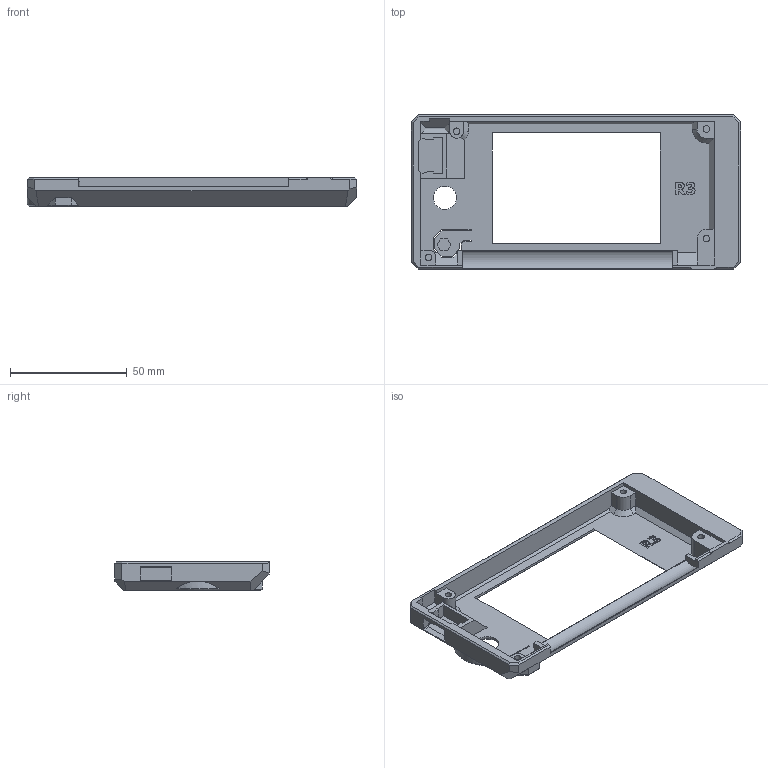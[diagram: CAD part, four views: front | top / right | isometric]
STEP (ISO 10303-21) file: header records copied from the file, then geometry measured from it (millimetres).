
FILE_DESCRIPTION(/* description */ (''),/* implementation_level */ '2;1');
FILE_NAME(/* name */ 'xlcd-cover_R.stp',/* time_stamp */ '2024-01-18T11:36:03+01:00',/* author */ ('Mikuláček'),/* organization */ (''),/* preprocessor_version */ 'ST-DEVELOPER v19.2',/* originating_system */ 'Autodesk Inventor 2023',/* authorisation */ '');
FILE_SCHEMA (('AUTOMOTIVE_DESIGN { 1 0 10303 214 3 1 1 }'));
Length unit declared in the file: millimetre
Products named in the file (1): xlcd-cover
Bounding box: 141 x 66 x 12.4 mm (x, y, z)
Volume: 27725.2 mm3; surface area: 19783.7 mm2
Topology: 1 solids, 1 shells, 212 faces, 588 edges, 384 vertices
Faces by surface type: plane 163, bspline 29, cylinder 15, cone 5
Full cylindrical faces by diameter (mm): 2.85 x4, 9.975 x1
Entity records: 6958 total; most frequent: CARTESIAN_POINT 1664, ORIENTED_EDGE 1176, DIRECTION 931, EDGE_CURVE 588, LINE 485, VECTOR 485, VERTEX_POINT 384, EDGE_LOOP 226
